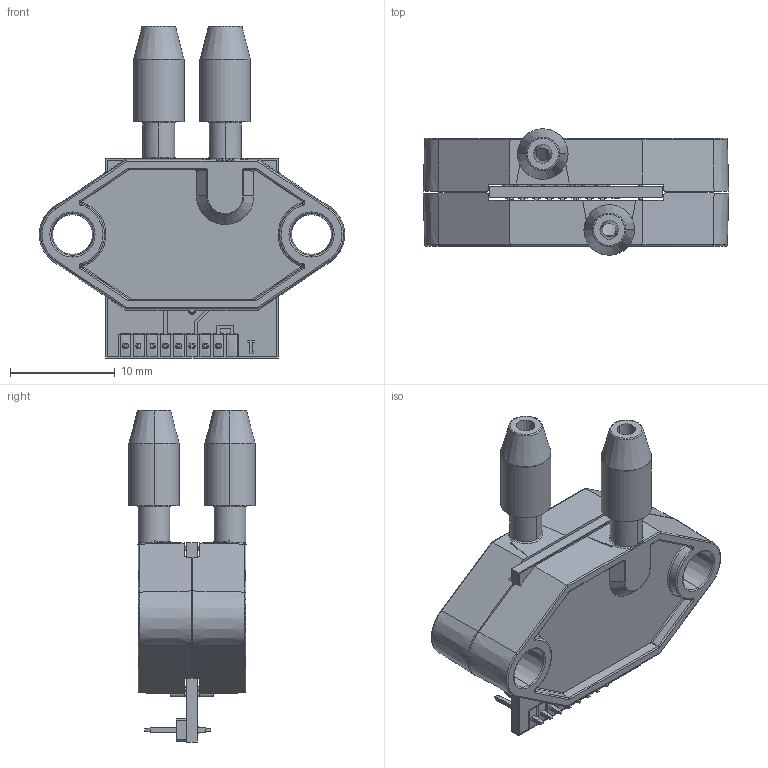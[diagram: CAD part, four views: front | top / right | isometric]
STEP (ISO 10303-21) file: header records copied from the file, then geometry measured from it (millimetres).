
FILE_DESCRIPTION (( 'STEP AP203' ), '1' );
FILE_NAME ('BFTM.STEP', '2024-04-01T20:06:24', ( '' ), ( '' ), 'SwSTEP 2.0', 'SolidWorks 2019', '' );
FILE_SCHEMA (( 'CONFIG_CONTROL_DESIGN' ));
Length unit declared in the file: inch
Products named in the file (5): BFTM; _ _ _B081VWVN-RC; AS03-05-001 ceramic for header; solder pad; AS01-01-025 Rev B customer blank
Assembly tree (13 placements, depth 2):
  BFTM
    AS03-05-001 ceramic for header
    AS01-01-025 Rev B customer blank  x2
    _ _ _B081VWVN-RC
    solder pad  x9
Bounding box: 29.21 x 12.09 x 31.75 mm (x, y, z)
Volume: 345.2 mm3; surface area: 5178.2 mm2
Topology: 31 solids, 41 shells, 988 faces, 2506 edges, 1590 vertices
Faces by surface type: plane 569, cylinder 206, bspline 113, cone 68, torus 32
Entity records: 24429 total; most frequent: CARTESIAN_POINT 6369, ORIENTED_EDGE 3626, DIRECTION 3409, EDGE_CURVE 1817, VECTOR 1291, LINE 1291, VERTEX_POINT 1171, AXIS2_PLACEMENT_3D 1059
